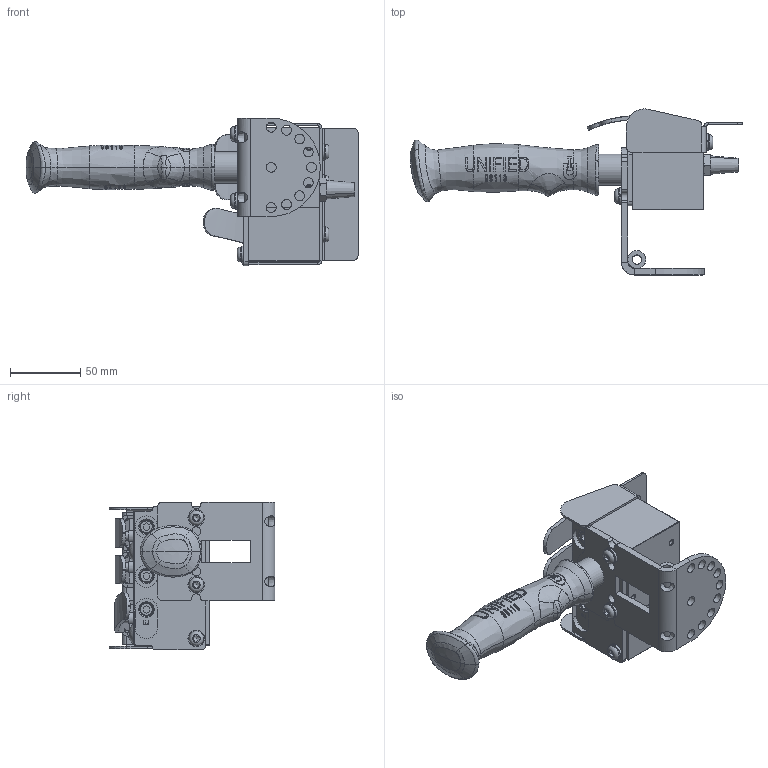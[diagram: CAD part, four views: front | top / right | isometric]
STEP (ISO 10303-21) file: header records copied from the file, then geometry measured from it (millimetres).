
FILE_DESCRIPTION(/* description */ (''),/* implementation_level */ '2;1');
FILE_NAME(/* name */ '79631.stp',/* time_stamp */ '2020-12-02T07:41:58-05:00',/* author */ ('mnhhw'),/* organization */ (''),/* preprocessor_version */ 'ST-DEVELOPER v17',/* originating_system */ 'Autodesk Inventor 2019',/* authorisation */ '');
FILE_SCHEMA (('AUTOMOTIVE_DESIGN { 1 0 10303 214 3 1 1 }'));
Products named in the file (1): 79631
Bounding box: 236.01 x 117.98 x 104.87 mm (x, y, z)
Volume: 208072.2 mm3; surface area: 141534 mm2
Topology: 26 solids, 92 shells, 1275 faces, 3750 edges, 2621 vertices
Faces by surface type: plane 587, bspline 334, cylinder 213, cone 119, torus 20, sphere 2
Full cylindrical faces by diameter (mm): 3.3 x4, 4.762 x4, 4.953 x6, 5 x7, 6 x6, 6.172 x3, 6.35 x10, 6.381 x2, 6.604 x2, 6.985 x10, 9.133 x3, 10.5 x6, 12.7 x2, 14.224 x3, 14.351 x3, 14.55 x2, 15.875 x3, 18.796 x3, 19.05 x3, 22.225 x1, 22.479 x1
Entity records: 101005 total; most frequent: CARTESIAN_POINT 68743, ORIENTED_EDGE 7047, DIRECTION 5482, EDGE_CURVE 3744, VERTEX_POINT 2621, AXIS2_PLACEMENT_3D 1971, LINE 1540, VECTOR 1540
